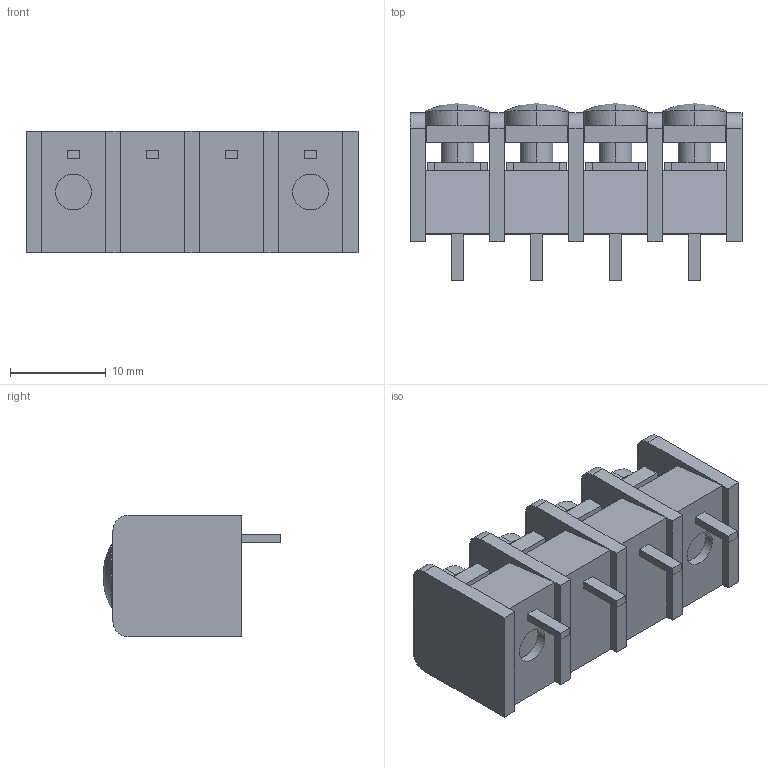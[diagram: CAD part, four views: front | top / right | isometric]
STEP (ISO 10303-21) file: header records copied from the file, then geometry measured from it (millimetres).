
FILE_DESCRIPTION((''),'2;1');
FILE_NAME('C-2-1437667-6','2008-12-11T',('workeradm'),('Tyco Electronics Corporation'),'PRO/ENGINEER BY PARAMETRIC TECHNOLOGY CORPORATION, 2005450','PRO/ENGINEER BY PARAMETRIC TECHNOLOGY CORPORATION, 2005450','');
FILE_SCHEMA(('CONFIG_CONTROL_DESIGN', 'GEOMETRIC_VALIDATION_PROPERTIES_MIM'));
Length unit declared in the file: millimetre
Products named in the file (1): C-2-1437667-6
Bounding box: 34.67 x 18.54 x 12.7 mm (x, y, z)
Volume: 4204.3 mm3; surface area: 3350 mm2
Topology: 1 solids, 1 shells, 250 faces, 630 edges, 392 vertices
Faces by surface type: plane 212, cylinder 30, sphere 8
Entity records: 7411 total; most frequent: CARTESIAN_POINT 1265, ORIENTED_EDGE 1244, DIRECTION 1222, EDGE_CURVE 622, VECTOR 522, LINE 522, VERTEX_POINT 392, AXIS2_PLACEMENT_3D 350
